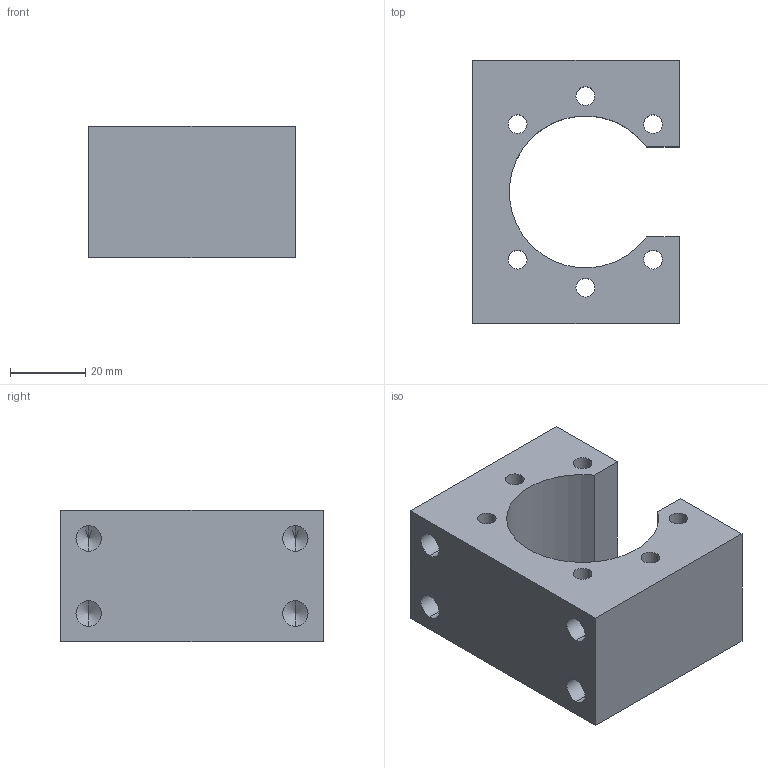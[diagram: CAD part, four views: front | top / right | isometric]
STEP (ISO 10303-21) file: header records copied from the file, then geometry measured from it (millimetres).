
FILE_DESCRIPTION (( 'STEP AP203' ), '1' );
FILE_NAME ('螺母固定块-有更新.STEP', '2021-07-30T06:45:03', ( '' ), ( '' ), 'SwSTEP 2.0', 'SolidWorks 2019', '' );
FILE_SCHEMA (( 'CONFIG_CONTROL_DESIGN' ));
Length unit declared in the file: millimetre
Products named in the file (1): 螺母固定块-有更新
Bounding box: 55 x 70 x 35 mm (x, y, z)
Volume: 77487.7 mm3; surface area: 21703.8 mm2
Topology: 1 solids, 1 shells, 38 faces, 100 edges, 60 vertices
Faces by surface type: cylinder 21, plane 9, cone 8
Entity records: 1227 total; most frequent: DIRECTION 212, CARTESIAN_POINT 191, ORIENTED_EDGE 184, EDGE_CURVE 92, AXIS2_PLACEMENT_3D 81, VERTEX_POINT 60, EDGE_LOOP 54, LINE 50
